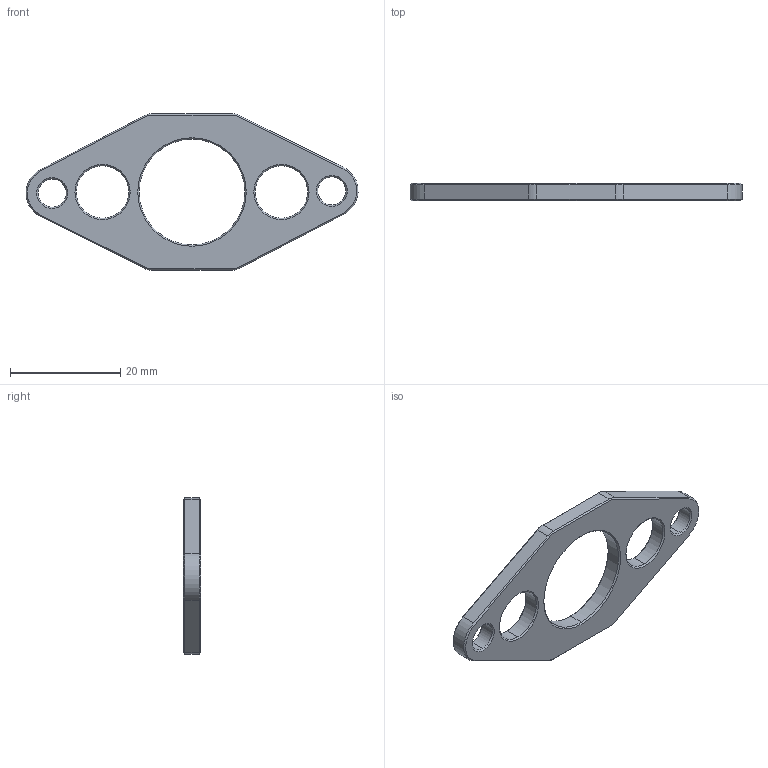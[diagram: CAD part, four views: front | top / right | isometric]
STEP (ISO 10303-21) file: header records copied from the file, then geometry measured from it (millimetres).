
FILE_DESCRIPTION (( 'STEP AP214' ), '1' );
FILE_NAME ('am-2223 125 CIM Spacer.STEP', '2014-08-21T20:18:40', ( '' ), ( '' ), 'SwSTEP 2.0', 'SolidWorks 2014', '' );
FILE_SCHEMA (( 'AUTOMOTIVE_DESIGN' ));
Length unit declared in the file: inch
Products named in the file (1): am-2223 125 CIM Spacer
Bounding box: 60.32 x 3.17 x 28.45 mm (x, y, z)
Volume: 2314.8 mm3; surface area: 2313.9 mm2
Topology: 1 solids, 1 shells, 60 faces, 146 edges, 88 vertices
Faces by surface type: cone 24, plane 20, cylinder 16
Entity records: 1848 total; most frequent: CARTESIAN_POINT 349, DIRECTION 298, ORIENTED_EDGE 292, EDGE_CURVE 146, AXIS2_PLACEMENT_3D 109, VERTEX_POINT 88, VECTOR 80, LINE 80
